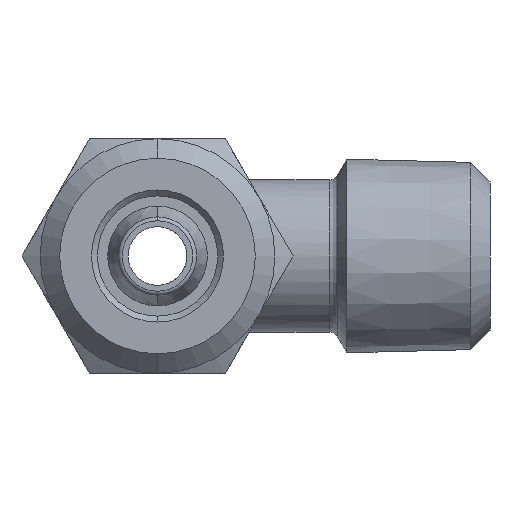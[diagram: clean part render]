
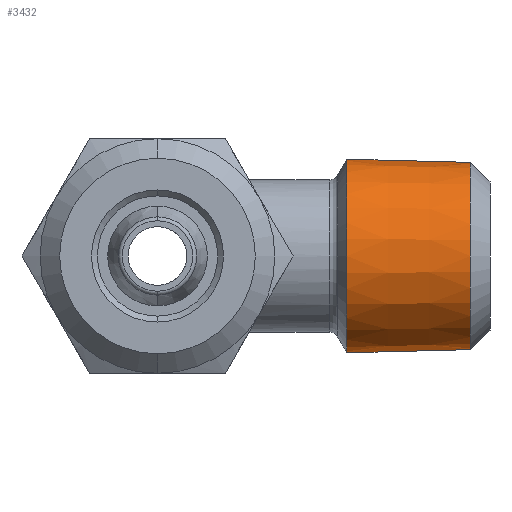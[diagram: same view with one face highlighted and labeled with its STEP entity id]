
A CAD part, left-side view. The second image highlights one B-rep face of the part: STEP entity #3432.
In plain terms, the highlighted conical face has half-angle 1.47 degrees and reference radius 4.954 mm.
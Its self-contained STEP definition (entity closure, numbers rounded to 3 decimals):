
#60 = EDGE_CURVE ( 'NONE', #3571, #3603, #4025, .T. ) ;
#112 = CARTESIAN_POINT ( 'NONE',  ( 0., -16., 0. ) ) ;
#113 = DIRECTION ( 'NONE',  ( 0., -1., 0. ) ) ;
#114 = DIRECTION ( 'NONE',  ( 0., 0., -1. ) ) ;
#434 = ORIENTED_EDGE ( 'NONE', *, *, #3172, .T. ) ;
#435 = ORIENTED_EDGE ( 'NONE', *, *, #3106, .F. ) ;
#436 = ORIENTED_EDGE ( 'NONE', *, *, #3281, .F. ) ;
#437 = ORIENTED_EDGE ( 'NONE', *, *, #60, .T. ) ;
#858 = FACE_OUTER_BOUND ( 'NONE', #1212, .T. ) ;
#1212 = EDGE_LOOP ( 'NONE', ( #435, #436, #437, #434 ) ) ;
#1604 = CARTESIAN_POINT ( 'NONE',  ( 0., -9.5, 4.954 ) ) ;
#1605 = DIRECTION ( 'NONE',  ( 0., 1., 0.026 ) ) ;
#1909 = CARTESIAN_POINT ( 'NONE',  ( 0., -9.682, 0. ) ) ;
#1910 = DIRECTION ( 'NONE',  ( 0., -1., 0. ) ) ;
#1911 = DIRECTION ( 'NONE',  ( 0., 0., 1. ) ) ;
#1988 = CARTESIAN_POINT ( 'NONE',  ( 0., -9.682, -4.949 ) ) ;
#1991 = CARTESIAN_POINT ( 'NONE',  ( 0., -16., 4.787 ) ) ;
#2009 = CARTESIAN_POINT ( 'NONE',  ( 0., -9.682, 4.949 ) ) ;
#2146 = CONICAL_SURFACE ( 'NONE', #2156, 4.954, 0.026 ) ;
#2156 = AXIS2_PLACEMENT_3D ( 'NONE', #3682, #3683, #3684 ) ;
#2279 = AXIS2_PLACEMENT_3D ( 'NONE', #112, #113, #114 ) ;
#2303 = CIRCLE ( 'NONE', #2279, 4.787 ) ;
#2454 = AXIS2_PLACEMENT_3D ( 'NONE', #1909, #1910, #1911 ) ;
#2461 = CIRCLE ( 'NONE', #2454, 4.949 ) ;
#2582 = VECTOR ( 'NONE', #4378, 1000. ) ;
#2671 = VECTOR ( 'NONE', #1605, 1000. ) ;
#3106 = EDGE_CURVE ( 'NONE', #3462, #3561, #4098, .T. ) ;
#3172 = EDGE_CURVE ( 'NONE', #3603, #3561, #2461, .T. ) ;
#3281 = EDGE_CURVE ( 'NONE', #3571, #3462, #2303, .T. ) ;
#3432 = ADVANCED_FACE ( 'NONE', ( #858 ), #2146, .T. ) ;
#3462 = VERTEX_POINT ( 'NONE', #3748 ) ;
#3561 = VERTEX_POINT ( 'NONE', #1988 ) ;
#3571 = VERTEX_POINT ( 'NONE', #1991 ) ;
#3603 = VERTEX_POINT ( 'NONE', #2009 ) ;
#3682 = CARTESIAN_POINT ( 'NONE',  ( 0., -9.5, 0. ) ) ;
#3683 = DIRECTION ( 'NONE',  ( 0., 1., 0. ) ) ;
#3684 = DIRECTION ( 'NONE',  ( 0., 0., 1. ) ) ;
#3748 = CARTESIAN_POINT ( 'NONE',  ( 0., -16., -4.787 ) ) ;
#4025 = LINE ( 'NONE', #1604, #2671 ) ;
#4098 = LINE ( 'NONE', #4377, #2582 ) ;
#4377 = CARTESIAN_POINT ( 'NONE',  ( 0., -9.5, -4.954 ) ) ;
#4378 = DIRECTION ( 'NONE',  ( 0., 1., -0.026 ) ) ;
